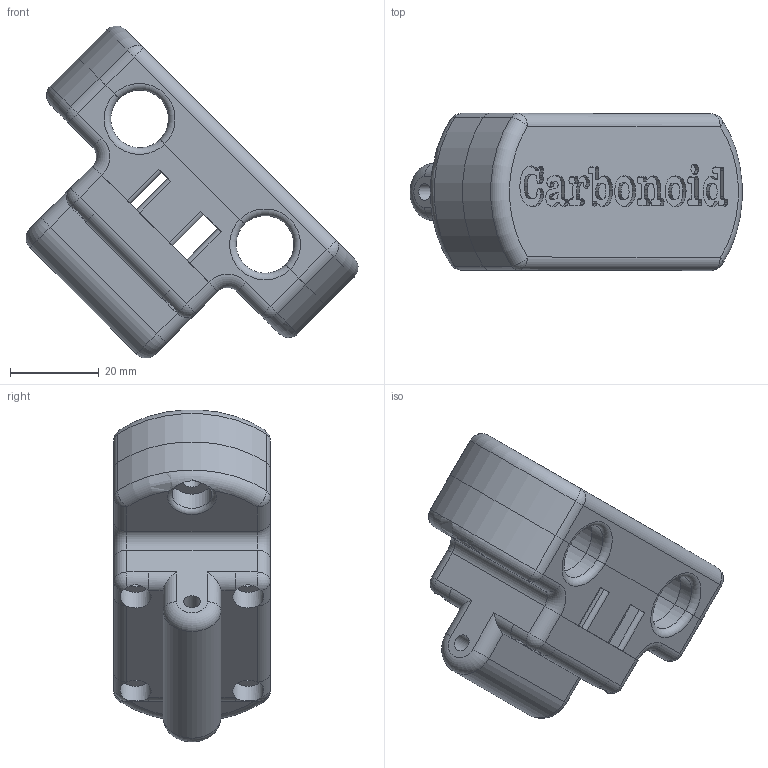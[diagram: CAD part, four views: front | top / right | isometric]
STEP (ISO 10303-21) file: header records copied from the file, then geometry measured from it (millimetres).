
FILE_DESCRIPTION(/* description */ (''),/* implementation_level */ '2;1');
FILE_NAME(/* name */ 'carriage_brass_bushing.step',/* time_stamp */ '2018-02-15T07:58:10+01:00',/* author */ (''),/* organization */ (''),/* preprocessor_version */ 'ST-DEVELOPER v16.13',/* originating_system */ 'Autodesk Translation Framework v6.5.0.72',/* authorisation */ '');
FILE_SCHEMA (('AUTOMOTIVE_DESIGN { 1 0 10303 214 3 1 1 }'));
Length unit declared in the file: millimetre
Products named in the file (4): Carriage; CarriageBottom; CarriageTop; CarriageArmHolder
Assembly tree (3 placements, depth 2):
  Carriage
    CarriageBottom
    CarriageTop
    CarriageArmHolder
Bounding box: 74.86 x 35.4 x 74.86 mm (x, y, z)
Volume: 66032 mm3; surface area: 25502.5 mm2
Topology: 3 solids, 3 shells, 489 faces, 1324 edges, 868 vertices
Faces by surface type: bspline 264, plane 101, cylinder 92, torus 20, sphere 12
Full cylindrical faces by diameter (mm): 3.5 x4, 3.8 x10, 4.5 x3, 5.5 x3, 7 x4, 9 x3
Entity records: 18159 total; most frequent: CARTESIAN_POINT 7343, ORIENTED_EDGE 2648, DIRECTION 1478, EDGE_CURVE 1324, VERTEX_POINT 868, B_SPLINE_CURVE_WITH_KNOTS 547, LINE 540, VECTOR 540
